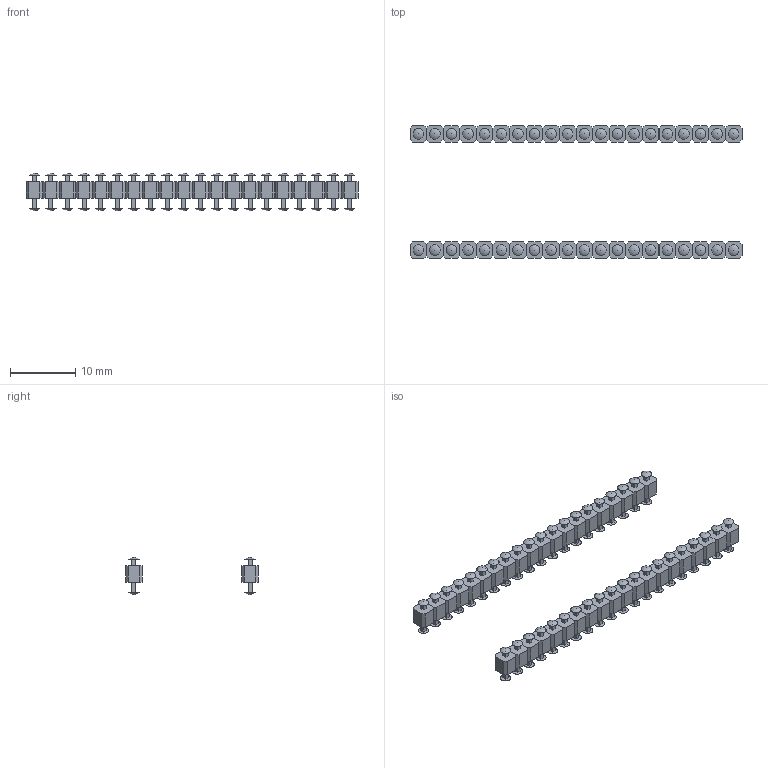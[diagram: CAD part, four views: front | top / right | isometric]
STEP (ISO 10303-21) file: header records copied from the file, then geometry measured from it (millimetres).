
FILE_DESCRIPTION(('FreeCAD Model'),'2;1');
FILE_NAME('Open CASCADE Shape Model','2024-09-23T18:34:58',(''),(''), 'Open CASCADE STEP processor 7.6','FreeCAD','Unknown');
FILE_SCHEMA(('AP242_MANAGED_MODEL_BASED_3D_ENGINEERING_MIM_LF. {1 0 10303 442 1 1 4 }'));
Length unit declared in the file: millimetre
Products named in the file (2): Array; Fusion001
Assembly tree (40 placements, depth 2):
  Array
    Fusion001  x40
Bounding box: 50.8 x 20.32 x 5.69 mm (x, y, z)
Volume: 687.1 mm3; surface area: 1974.6 mm2
Topology: 40 solids, 40 shells, 880 faces, 2160 edges, 1440 vertices
Faces by surface type: plane 800, sphere 80
Entity records: 1112 total; most frequent: DIRECTION 182, CARTESIAN_POINT 151, ORIENTED_EDGE 104, AXIS2_PLACEMENT_3D 67, EDGE_CURVE 52, LINE 48, VECTOR 48, PRODUCT_DEFINITION_SHAPE 42
